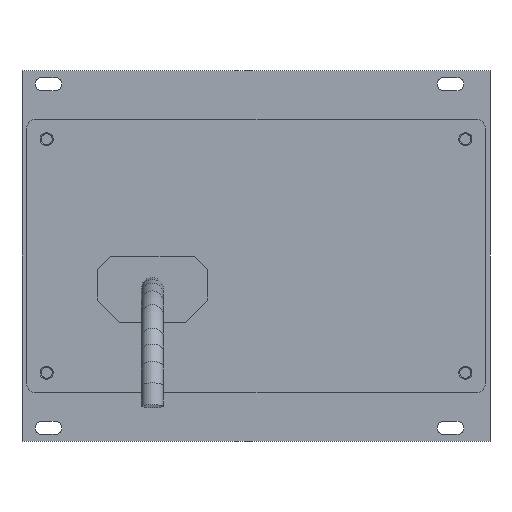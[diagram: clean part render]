
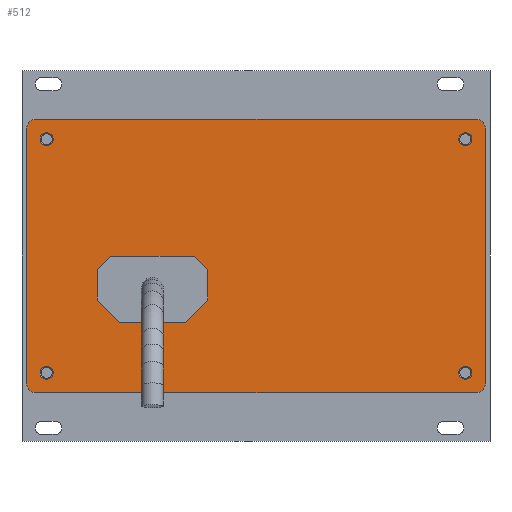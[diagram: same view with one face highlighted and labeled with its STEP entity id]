
A CAD part, left-side view. The second image highlights one B-rep face of the part: STEP entity #512.
In plain terms, the highlighted planar face has unit normal (-1, 0, 0).
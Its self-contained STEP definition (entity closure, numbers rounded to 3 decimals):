
#350=FACE_BOUND('',#746,.T.);
#351=FACE_BOUND('',#747,.T.);
#352=FACE_BOUND('',#748,.T.);
#353=FACE_BOUND('',#749,.T.);
#354=FACE_BOUND('',#750,.T.);
#432=CIRCLE('',#1984,1.5);
#433=CIRCLE('',#1985,1.5);
#434=CIRCLE('',#1986,1.5);
#435=CIRCLE('',#1987,1.5);
#436=CIRCLE('',#1988,2.);
#437=CIRCLE('',#1989,2.);
#438=CIRCLE('',#1990,2.);
#439=CIRCLE('',#1991,2.);
#512=ADVANCED_FACE('',(#350,#351,#352,#353,#354),#583,.T.);
#583=PLANE('',#1992);
#746=EDGE_LOOP('',(#1094));
#747=EDGE_LOOP('',(#1095));
#748=EDGE_LOOP('',(#1096));
#749=EDGE_LOOP('',(#1097));
#750=EDGE_LOOP('',(#1098,#1099,#1100,#1101,#1102,#1103,#1104,#1105));
#1094=ORIENTED_EDGE('',*,*,#1543,.F.);
#1095=ORIENTED_EDGE('',*,*,#1544,.F.);
#1096=ORIENTED_EDGE('',*,*,#1545,.F.);
#1097=ORIENTED_EDGE('',*,*,#1546,.F.);
#1098=ORIENTED_EDGE('',*,*,#1533,.T.);
#1099=ORIENTED_EDGE('',*,*,#1547,.T.);
#1100=ORIENTED_EDGE('',*,*,#1523,.T.);
#1101=ORIENTED_EDGE('',*,*,#1548,.T.);
#1102=ORIENTED_EDGE('',*,*,#1519,.T.);
#1103=ORIENTED_EDGE('',*,*,#1549,.T.);
#1104=ORIENTED_EDGE('',*,*,#1529,.F.);
#1105=ORIENTED_EDGE('',*,*,#1550,.T.);
#1324=VERTEX_POINT('',#2806);
#1325=VERTEX_POINT('',#2807);
#1328=VERTEX_POINT('',#2815);
#1329=VERTEX_POINT('',#2816);
#1334=VERTEX_POINT('',#2827);
#1335=VERTEX_POINT('',#2829);
#1338=VERTEX_POINT('',#2836);
#1339=VERTEX_POINT('',#2838);
#1348=VERTEX_POINT('',#2862);
#1349=VERTEX_POINT('',#2864);
#1350=VERTEX_POINT('',#2866);
#1351=VERTEX_POINT('',#2868);
#1519=EDGE_CURVE('',#1324,#1325,#1690,.T.);
#1523=EDGE_CURVE('',#1328,#1329,#1694,.T.);
#1529=EDGE_CURVE('',#1334,#1335,#1700,.T.);
#1533=EDGE_CURVE('',#1339,#1338,#1704,.T.);
#1543=EDGE_CURVE('',#1348,#1348,#432,.T.);
#1544=EDGE_CURVE('',#1349,#1349,#433,.T.);
#1545=EDGE_CURVE('',#1350,#1350,#434,.T.);
#1546=EDGE_CURVE('',#1351,#1351,#435,.T.);
#1547=EDGE_CURVE('',#1338,#1328,#436,.T.);
#1548=EDGE_CURVE('',#1329,#1324,#437,.T.);
#1549=EDGE_CURVE('',#1325,#1335,#438,.T.);
#1550=EDGE_CURVE('',#1334,#1339,#439,.T.);
#1690=LINE('',#2805,#1830);
#1694=LINE('',#2814,#1834);
#1700=LINE('',#2828,#1840);
#1704=LINE('',#2837,#1844);
#1830=VECTOR('',#2305,1.);
#1834=VECTOR('',#2311,1.);
#1840=VECTOR('',#2319,1.);
#1844=VECTOR('',#2325,1.);
#1984=AXIS2_PLACEMENT_3D('',#2861,#2353,#2354);
#1985=AXIS2_PLACEMENT_3D('',#2863,#2355,#2356);
#1986=AXIS2_PLACEMENT_3D('',#2865,#2357,#2358);
#1987=AXIS2_PLACEMENT_3D('',#2867,#2359,#2360);
#1988=AXIS2_PLACEMENT_3D('',#2869,#2361,#2362);
#1989=AXIS2_PLACEMENT_3D('',#2870,#2363,#2364);
#1990=AXIS2_PLACEMENT_3D('',#2871,#2365,#2366);
#1991=AXIS2_PLACEMENT_3D('',#2872,#2367,#2368);
#1992=AXIS2_PLACEMENT_3D('',#2873,#2369,#2370);
#2305=DIRECTION('',(0.,1.,0.));
#2311=DIRECTION('',(0.,0.,1.));
#2319=DIRECTION('',(0.,0.,1.));
#2325=DIRECTION('',(0.,-1.,0.));
#2353=DIRECTION('',(-1.,0.,0.));
#2354=DIRECTION('',(0.,0.,1.));
#2355=DIRECTION('',(-1.,0.,0.));
#2356=DIRECTION('',(0.,0.,1.));
#2357=DIRECTION('',(-1.,0.,0.));
#2358=DIRECTION('',(0.,0.,1.));
#2359=DIRECTION('',(-1.,0.,0.));
#2360=DIRECTION('',(0.,0.,1.));
#2361=DIRECTION('',(-1.,0.,0.));
#2362=DIRECTION('',(0.,0.,1.));
#2363=DIRECTION('',(-1.,0.,0.));
#2364=DIRECTION('',(0.,0.,1.));
#2365=DIRECTION('',(-1.,0.,0.));
#2366=DIRECTION('',(0.,0.,1.));
#2367=DIRECTION('',(-1.,0.,0.));
#2368=DIRECTION('',(0.,0.,1.));
#2369=DIRECTION('',(-1.,0.,0.));
#2370=DIRECTION('',(0.,0.,1.));
#2805=CARTESIAN_POINT('',(0.,52.,62.));
#2806=CARTESIAN_POINT('',(0.,2.,62.));
#2807=CARTESIAN_POINT('',(0.,102.,62.));
#2814=CARTESIAN_POINT('',(0.,0.,0.));
#2815=CARTESIAN_POINT('',(0.,0.,2.));
#2816=CARTESIAN_POINT('',(0.,0.,60.));
#2827=CARTESIAN_POINT('',(0.,104.,2.));
#2828=CARTESIAN_POINT('',(0.,104.,0.));
#2829=CARTESIAN_POINT('',(0.,104.,60.));
#2836=CARTESIAN_POINT('',(0.,2.,0.));
#2837=CARTESIAN_POINT('',(0.,52.,0.));
#2838=CARTESIAN_POINT('',(0.,102.,0.));
#2861=CARTESIAN_POINT('',(0.,99.5,57.5));
#2862=CARTESIAN_POINT('',(0.,99.5,59.));
#2863=CARTESIAN_POINT('',(0.,99.5,4.5));
#2864=CARTESIAN_POINT('',(0.,99.5,6.));
#2865=CARTESIAN_POINT('',(0.,4.5,57.5));
#2866=CARTESIAN_POINT('',(0.,4.5,59.));
#2867=CARTESIAN_POINT('',(0.,4.5,4.5));
#2868=CARTESIAN_POINT('',(0.,4.5,6.));
#2869=CARTESIAN_POINT('',(0.,2.,2.));
#2870=CARTESIAN_POINT('',(0.,2.,60.));
#2871=CARTESIAN_POINT('',(0.,102.,60.));
#2872=CARTESIAN_POINT('',(0.,102.,2.));
#2873=CARTESIAN_POINT('',(0.,52.,0.));
